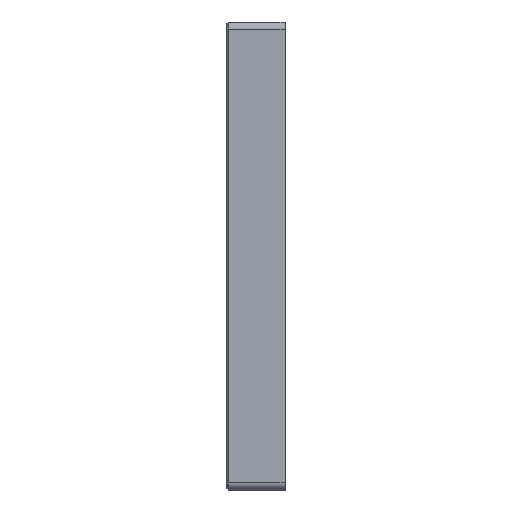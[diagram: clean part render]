
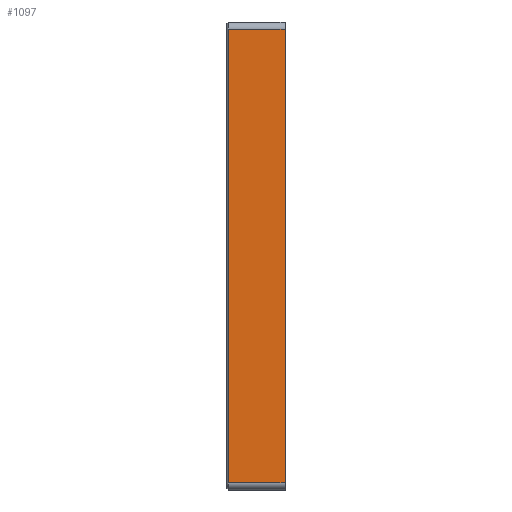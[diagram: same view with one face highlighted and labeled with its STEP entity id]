
A CAD part, left-side view. The second image highlights one B-rep face of the part: STEP entity #1097.
In plain terms, the highlighted planar face has unit normal (-1, 0, 0).
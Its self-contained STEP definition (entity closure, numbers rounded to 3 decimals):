
#396 = VERTEX_POINT ( 'NONE', #12041 ) ;
#397 = VERTEX_POINT ( 'NONE', #12040 ) ;
#399 = VERTEX_POINT ( 'NONE', #12038 ) ;
#400 = VERTEX_POINT ( 'NONE', #12037 ) ;
#1097 = ADVANCED_FACE ( 'NONE', ( #8074 ), #11952, .F. ) ;
#4180 = EDGE_CURVE ( 'NONE', #396, #397, #10498, .T. ) ;
#4181 = EDGE_CURVE ( 'NONE', #397, #399, #10500, .T. ) ;
#4182 = EDGE_CURVE ( 'NONE', #399, #400, #10502, .T. ) ;
#4183 = EDGE_CURVE ( 'NONE', #400, #396, #10504, .T. ) ;
#7986 = ORIENTED_EDGE ( 'NONE', *, *, #4180, .T. ) ;
#7987 = ORIENTED_EDGE ( 'NONE', *, *, #4181, .T. ) ;
#7988 = ORIENTED_EDGE ( 'NONE', *, *, #4182, .T. ) ;
#7989 = ORIENTED_EDGE ( 'NONE', *, *, #4183, .T. ) ;
#8074 = FACE_OUTER_BOUND ( 'NONE', #9240, .T. ) ;
#9240 = EDGE_LOOP ( 'NONE', ( #7986, #7987, #7988, #7989 ) ) ;
#9646 = AXIS2_PLACEMENT_3D ( 'NONE', #11951, #11950, #11949 ) ;
#10498 = LINE ( 'NONE', #11026, #10499 ) ;
#10499 = VECTOR ( 'NONE', #11027, 1000. ) ;
#10500 = LINE ( 'NONE', #11028, #10501 ) ;
#10501 = VECTOR ( 'NONE', #11029, 1000. ) ;
#10502 = LINE ( 'NONE', #11030, #10503 ) ;
#10503 = VECTOR ( 'NONE', #11031, 1000. ) ;
#10504 = LINE ( 'NONE', #11032, #10505 ) ;
#10505 = VECTOR ( 'NONE', #11033, 1000. ) ;
#11026 = CARTESIAN_POINT ( 'NONE',  ( -68.652, 16.6, 99.919 ) ) ;
#11027 = DIRECTION ( 'NONE',  ( 0., 1., 0. ) ) ;
#11028 = CARTESIAN_POINT ( 'NONE',  ( -68.652, 16.2, -29.744 ) ) ;
#11029 = DIRECTION ( 'NONE',  ( 0., 0., -1. ) ) ;
#11030 = CARTESIAN_POINT ( 'NONE',  ( -68.652, 16.6, -29.744 ) ) ;
#11031 = DIRECTION ( 'NONE',  ( 0., -1., 0. ) ) ;
#11032 = CARTESIAN_POINT ( 'NONE',  ( -68.652, 0., -31.744 ) ) ;
#11033 = DIRECTION ( 'NONE',  ( 0., 0., 1. ) ) ;
#11949 = DIRECTION ( 'NONE',  ( 0., 0., -1. ) ) ;
#11950 = DIRECTION ( 'NONE',  ( 1., 0., 0. ) ) ;
#11951 = CARTESIAN_POINT ( 'NONE',  ( -68.652, 16.6, -31.744 ) ) ;
#11952 = PLANE ( 'NONE',  #9646 ) ;
#12037 = CARTESIAN_POINT ( 'NONE',  ( -68.652, 0., -29.744 ) ) ;
#12038 = CARTESIAN_POINT ( 'NONE',  ( -68.652, 16.2, -29.744 ) ) ;
#12040 = CARTESIAN_POINT ( 'NONE',  ( -68.652, 16.2, 99.919 ) ) ;
#12041 = CARTESIAN_POINT ( 'NONE',  ( -68.652, 0., 99.919 ) ) ;
